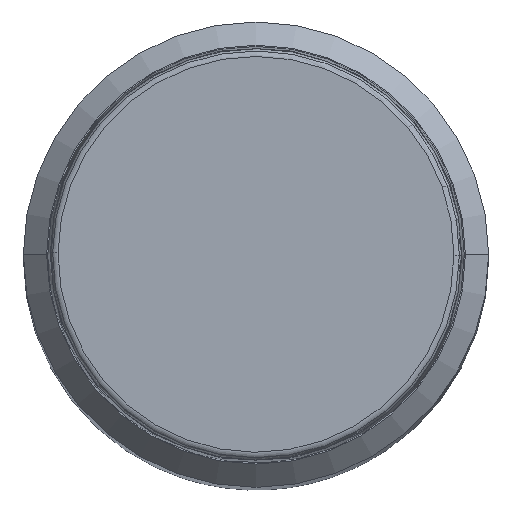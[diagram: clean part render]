
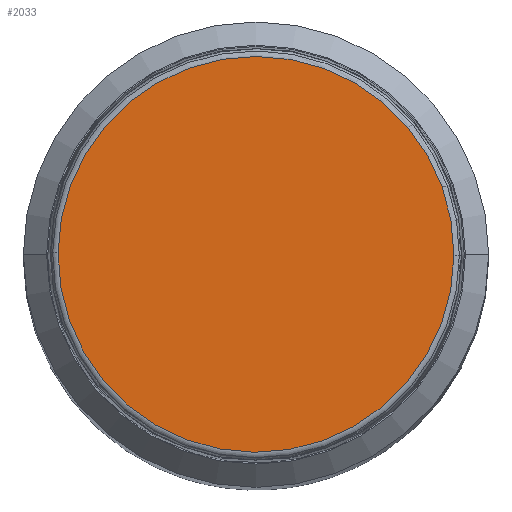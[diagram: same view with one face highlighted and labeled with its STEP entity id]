
A CAD part, top view. The second image highlights one B-rep face of the part: STEP entity #2033.
In plain terms, the highlighted face is planar.
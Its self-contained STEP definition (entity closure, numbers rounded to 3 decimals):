
#1368=CARTESIAN_POINT('',(0.,0.,-4.));
#1369=DIRECTION('',(0.,0.,-1.));
#1370=DIRECTION('',(1.,0.,0.));
#1371=AXIS2_PLACEMENT_3D('',#1368,#1369,#1370);
#1376=CARTESIAN_POINT('',(0.,0.,-4.));
#1377=DIRECTION('',(0.,0.,-1.));
#1378=DIRECTION('',(1.,0.008,0.));
#1379=AXIS2_PLACEMENT_3D('',#1376,#1377,#1378);
#1384=CARTESIAN_POINT('',(0.,0.,-4.));
#1385=DIRECTION('',(0.,0.,-1.));
#1386=DIRECTION('',(-1.,-0.008,0.));
#1387=AXIS2_PLACEMENT_3D('',#1384,#1385,#1386);
#1489=CARTESIAN_POINT('',(-5.103,-0.039,-4.));
#1491=VERTEX_POINT('',#1489);
#1495=CARTESIAN_POINT('',(5.103,0.039,-4.));
#1496=VERTEX_POINT('',#1495);
#1501=CARTESIAN_POINT('',(5.103,0.,-4.));
#1502=VERTEX_POINT('',#1501);
#2022=CARTESIAN_POINT('',(0.,0.,-4.));
#2023=DIRECTION('',(0.,0.,1.));
#2024=DIRECTION('',(1.,0.,0.));
#2025=AXIS2_PLACEMENT_3D('',#2022,#2023,#2024);
#2026=PLANE('',#2025);
#2027=ORIENTED_EDGE('',*,*,#2005,.F.);
#2028=ORIENTED_EDGE('',*,*,#2003,.F.);
#2030=ORIENTED_EDGE('',*,*,#2029,.F.);
#2031=EDGE_LOOP('',(#2027,#2028,#2030));
#2032=FACE_OUTER_BOUND('',#2031,.F.);
#2033=ADVANCED_FACE('',(#2032),#2026,.F.);
#1372=CIRCLE('',#1371,5.103);
#1380=CIRCLE('',#1379,5.103);
#1388=CIRCLE('',#1387,5.103);
#2003=EDGE_CURVE('',#1496,#1502,#1380,.T.);
#2005=EDGE_CURVE('',#1502,#1491,#1372,.T.);
#2029=EDGE_CURVE('',#1491,#1496,#1388,.T.);
